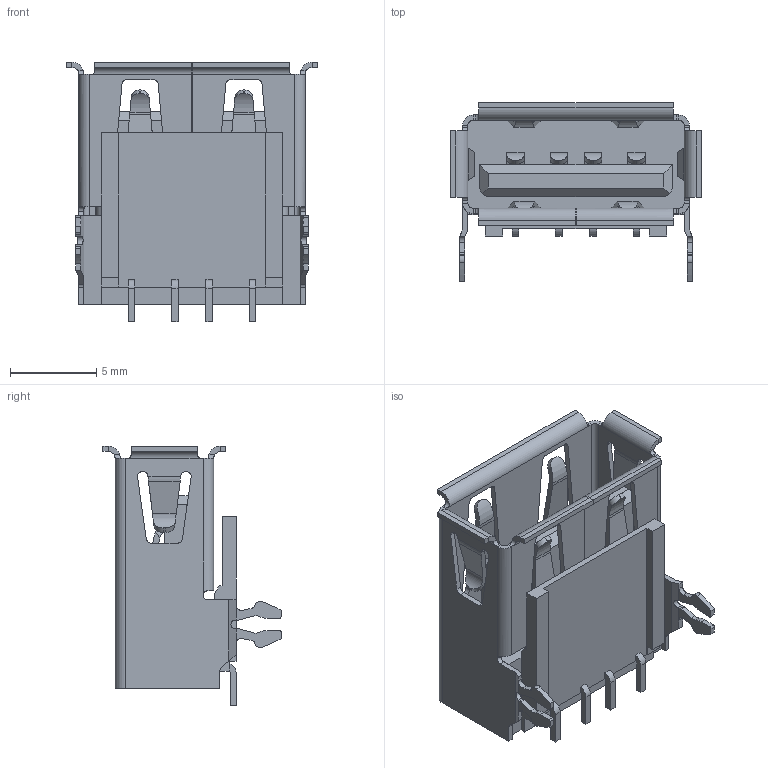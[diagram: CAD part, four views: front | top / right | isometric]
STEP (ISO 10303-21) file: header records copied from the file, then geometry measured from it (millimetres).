
FILE_DESCRIPTION (( 'STEP AP214' ), '1' );
FILE_NAME ('74626-11S0BPLF.STEP', '2022-06-21T03:56:56', ( '' ), ( '' ), 'SwSTEP 2.0', 'SolidWorks 2017', '' );
FILE_SCHEMA (( 'AUTOMOTIVE_DESIGN' ));
Length unit declared in the file: millimetre
Products named in the file (1): 74626-11S0BPLF
Bounding box: 14.5 x 10.3 x 15 mm (x, y, z)
Volume: 666.2 mm3; surface area: 1582.8 mm2
Topology: 10 solids, 10 shells, 404 faces, 1049 edges, 666 vertices
Faces by surface type: plane 236, cylinder 168
Entity records: 12546 total; most frequent: CARTESIAN_POINT 2704, ORIENTED_EDGE 2098, DIRECTION 1933, EDGE_CURVE 1049, VECTOR 711, LINE 711, VERTEX_POINT 666, AXIS2_PLACEMENT_3D 611
